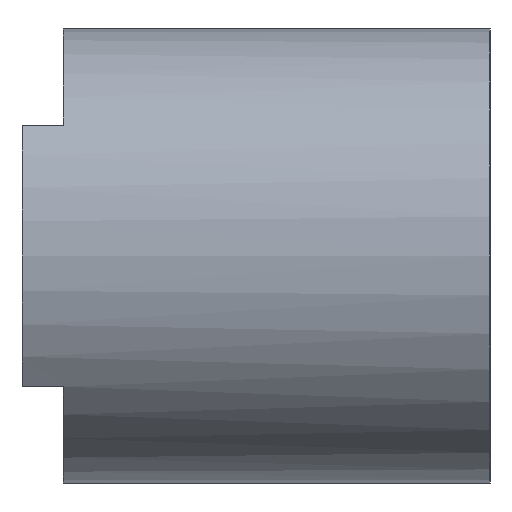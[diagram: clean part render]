
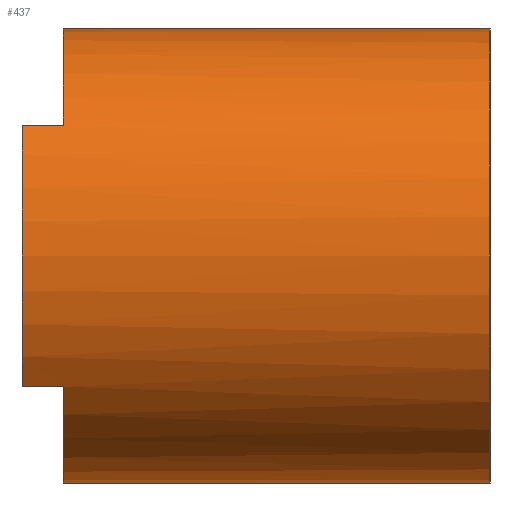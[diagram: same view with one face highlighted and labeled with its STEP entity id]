
A CAD part, left-side view. The second image highlights one B-rep face of the part: STEP entity #437.
In plain terms, the highlighted cylindrical face has radius 8.25 mm (diameter 16.5 mm), a partial arc.
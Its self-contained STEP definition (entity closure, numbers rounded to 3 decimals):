
#5 = DIRECTION ( 'NONE',  ( 0., 0., 1. ) ) ;
#16 = CARTESIAN_POINT ( 'NONE',  ( -17.495, 15.5, 4.75 ) ) ;
#21 = CARTESIAN_POINT ( 'NONE',  ( -10.75, 15.5, -8.25 ) ) ;
#30 = EDGE_CURVE ( 'NONE', #2066, #2731, #2655, .T. ) ;
#103 = EDGE_CURVE ( 'NONE', #2066, #746, #2427, .T. ) ;
#145 = VERTEX_POINT ( 'NONE', #309 ) ;
#191 = CARTESIAN_POINT ( 'NONE',  ( -10.75, 17., 0. ) ) ;
#309 = CARTESIAN_POINT ( 'NONE',  ( -10.75, 0., 8.25 ) ) ;
#335 = AXIS2_PLACEMENT_3D ( 'NONE', #2942, #1495, #5 ) ;
#383 = AXIS2_PLACEMENT_3D ( 'NONE', #791, #2478, #1035 ) ;
#393 = DIRECTION ( 'NONE',  ( 0., -1., 0. ) ) ;
#413 = DIRECTION ( 'NONE',  ( 0., 0., 1. ) ) ;
#437 = ADVANCED_FACE ( 'NONE', ( #477 ), #989, .T. ) ;
#443 = DIRECTION ( 'NONE',  ( 0., 0., 1. ) ) ;
#445 = ORIENTED_EDGE ( 'NONE', *, *, #1146, .F. ) ;
#466 = EDGE_LOOP ( 'NONE', ( #1133, #2720, #445, #1131, #2609, #3067, #891, #1707 ) ) ;
#477 = FACE_OUTER_BOUND ( 'NONE', #466, .T. ) ;
#539 = VERTEX_POINT ( 'NONE', #2373 ) ;
#553 = CARTESIAN_POINT ( 'NONE',  ( -17.495, 17., 4.75 ) ) ;
#556 = CARTESIAN_POINT ( 'NONE',  ( -10.75, 15.5, 8.25 ) ) ;
#746 = VERTEX_POINT ( 'NONE', #556 ) ;
#791 = CARTESIAN_POINT ( 'NONE',  ( -10.75, 0., 0. ) ) ;
#818 = VECTOR ( 'NONE', #833, 1000. ) ;
#833 = DIRECTION ( 'NONE',  ( 0., -1., 0. ) ) ;
#891 = ORIENTED_EDGE ( 'NONE', *, *, #2896, .T. ) ;
#916 = CARTESIAN_POINT ( 'NONE',  ( -10.75, 15.5, 0. ) ) ;
#957 = AXIS2_PLACEMENT_3D ( 'NONE', #2587, #393, #1620 ) ;
#958 = DIRECTION ( 'NONE',  ( 0., -1., 0. ) ) ;
#989 = CYLINDRICAL_SURFACE ( 'NONE', #957, 8.25 ) ;
#1035 = DIRECTION ( 'NONE',  ( 0., 0., 1. ) ) ;
#1131 = ORIENTED_EDGE ( 'NONE', *, *, #2191, .T. ) ;
#1133 = ORIENTED_EDGE ( 'NONE', *, *, #103, .F. ) ;
#1146 = EDGE_CURVE ( 'NONE', #2813, #2731, #1397, .T. ) ;
#1271 = CIRCLE ( 'NONE', #383, 8.25 ) ;
#1330 = AXIS2_PLACEMENT_3D ( 'NONE', #916, #1892, #413 ) ;
#1397 = CIRCLE ( 'NONE', #1600, 8.25 ) ;
#1495 = DIRECTION ( 'NONE',  ( 0., 1., 0. ) ) ;
#1535 = EDGE_CURVE ( 'NONE', #2369, #539, #1709, .T. ) ;
#1554 = CARTESIAN_POINT ( 'NONE',  ( -10.75, 0., -8.25 ) ) ;
#1600 = AXIS2_PLACEMENT_3D ( 'NONE', #191, #1924, #443 ) ;
#1620 = DIRECTION ( 'NONE',  ( 0., 0., -1. ) ) ;
#1688 = LINE ( 'NONE', #2652, #2177 ) ;
#1707 = ORIENTED_EDGE ( 'NONE', *, *, #2839, .F. ) ;
#1709 = CIRCLE ( 'NONE', #335, 8.25 ) ;
#1763 = VECTOR ( 'NONE', #1829, 1000. ) ;
#1829 = DIRECTION ( 'NONE',  ( 0., -1., 0. ) ) ;
#1838 = LINE ( 'NONE', #2544, #1763 ) ;
#1892 = DIRECTION ( 'NONE',  ( 0., 1., 0. ) ) ;
#1924 = DIRECTION ( 'NONE',  ( 0., 1., 0. ) ) ;
#2037 = VECTOR ( 'NONE', #2091, 1000. ) ;
#2043 = LINE ( 'NONE', #2529, #818 ) ;
#2066 = VERTEX_POINT ( 'NONE', #16 ) ;
#2091 = DIRECTION ( 'NONE',  ( 0., 1., 0. ) ) ;
#2177 = VECTOR ( 'NONE', #958, 1000. ) ;
#2191 = EDGE_CURVE ( 'NONE', #2813, #539, #1688, .T. ) ;
#2311 = CARTESIAN_POINT ( 'NONE',  ( -17.495, 17., 4.75 ) ) ;
#2369 = VERTEX_POINT ( 'NONE', #21 ) ;
#2373 = CARTESIAN_POINT ( 'NONE',  ( -17.495, 15.5, -4.75 ) ) ;
#2427 = CIRCLE ( 'NONE', #1330, 8.25 ) ;
#2478 = DIRECTION ( 'NONE',  ( 0., 1., 0. ) ) ;
#2529 = CARTESIAN_POINT ( 'NONE',  ( -10.75, 17., -8.25 ) ) ;
#2544 = CARTESIAN_POINT ( 'NONE',  ( -10.75, 17., 8.25 ) ) ;
#2587 = CARTESIAN_POINT ( 'NONE',  ( -10.75, 17., 0. ) ) ;
#2609 = ORIENTED_EDGE ( 'NONE', *, *, #1535, .F. ) ;
#2652 = CARTESIAN_POINT ( 'NONE',  ( -17.495, 17., -4.75 ) ) ;
#2655 = LINE ( 'NONE', #2311, #2037 ) ;
#2720 = ORIENTED_EDGE ( 'NONE', *, *, #30, .T. ) ;
#2731 = VERTEX_POINT ( 'NONE', #553 ) ;
#2781 = CARTESIAN_POINT ( 'NONE',  ( -17.495, 17., -4.75 ) ) ;
#2813 = VERTEX_POINT ( 'NONE', #2781 ) ;
#2839 = EDGE_CURVE ( 'NONE', #746, #145, #1838, .T. ) ;
#2896 = EDGE_CURVE ( 'NONE', #3012, #145, #1271, .T. ) ;
#2942 = CARTESIAN_POINT ( 'NONE',  ( -10.75, 15.5, 0. ) ) ;
#3008 = EDGE_CURVE ( 'NONE', #2369, #3012, #2043, .T. ) ;
#3012 = VERTEX_POINT ( 'NONE', #1554 ) ;
#3067 = ORIENTED_EDGE ( 'NONE', *, *, #3008, .T. ) ;
